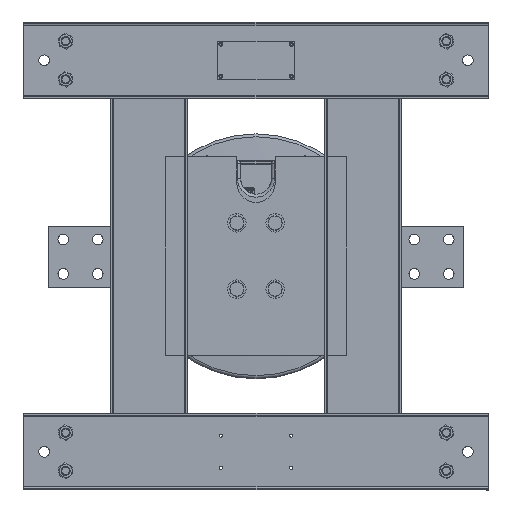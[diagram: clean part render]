
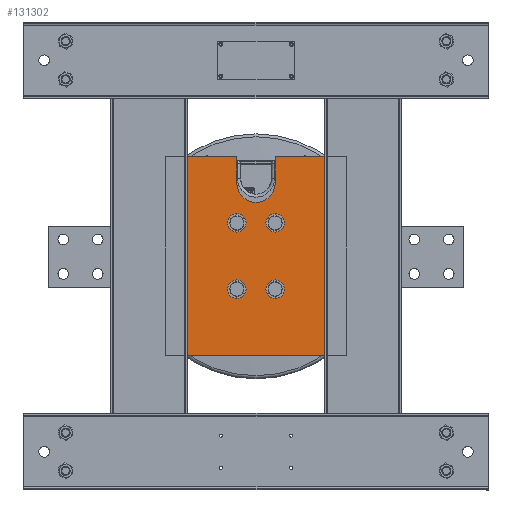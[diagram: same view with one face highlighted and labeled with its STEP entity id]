
A CAD part, top view. The second image highlights one B-rep face of the part: STEP entity #131302.
In plain terms, the highlighted planar face has unit normal (0, 0, 1).
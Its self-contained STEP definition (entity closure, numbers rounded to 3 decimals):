
#20876 = CARTESIAN_POINT ( 'NONE',  ( 32.5, -43.301, 10. ) ) ;
#20877 = CARTESIAN_POINT ( 'NONE',  ( 25., 130., 10. ) ) ;
#20907 = CARTESIAN_POINT ( 'NONE',  ( 17.5, -43.301, 10. ) ) ;
#20912 = CARTESIAN_POINT ( 'NONE',  ( -25., 95., 10. ) ) ;
#20917 = CARTESIAN_POINT ( 'NONE',  ( -25., 130., 10. ) ) ;
#20920 = CARTESIAN_POINT ( 'NONE',  ( 119., 130., 10. ) ) ;
#20921 = CARTESIAN_POINT ( 'NONE',  ( 32.5, 43.301, 10. ) ) ;
#20932 = CARTESIAN_POINT ( 'NONE',  ( -17.5, 43.301, 10. ) ) ;
#20937 = CARTESIAN_POINT ( 'NONE',  ( 25., 95., 10. ) ) ;
#20938 = CARTESIAN_POINT ( 'NONE',  ( 17.5, 43.301, 10. ) ) ;
#20942 = CARTESIAN_POINT ( 'NONE',  ( -17.5, -43.301, 10. ) ) ;
#20949 = CARTESIAN_POINT ( 'NONE',  ( -119., 130., 10. ) ) ;
#20951 = CARTESIAN_POINT ( 'NONE',  ( 119., -130., 10. ) ) ;
#20952 = CARTESIAN_POINT ( 'NONE',  ( -119., -130., 10. ) ) ;
#20953 = CARTESIAN_POINT ( 'NONE',  ( -32.5, -43.301, 10. ) ) ;
#20955 = CARTESIAN_POINT ( 'NONE',  ( -32.5, 43.301, 10. ) ) ;
#23821 = CARTESIAN_POINT ( 'NONE',  ( 0., 95., 10. ) ) ;
#23855 = DIRECTION ( 'NONE',  ( 0., 0., 1. ) ) ;
#23866 = PLANE ( 'NONE',  #75206 ) ;
#23867 = DIRECTION ( 'NONE',  ( -1., 0., 0. ) ) ;
#36284 = EDGE_CURVE ( 'NONE', #104121, #103990, #132337, .T. ) ;
#36333 = EDGE_CURVE ( 'NONE', #104105, #104066, #132352, .T. ) ;
#36356 = EDGE_CURVE ( 'NONE', #104098, #104119, #132452, .T. ) ;
#36358 = EDGE_CURVE ( 'NONE', #104005, #104036, #132400, .T. ) ;
#36382 = EDGE_CURVE ( 'NONE', #104107, #104045, #132515, .T. ) ;
#36402 = EDGE_CURVE ( 'NONE', #104002, #104027, #132564, .T. ) ;
#36403 = EDGE_CURVE ( 'NONE', #104119, #104008, #132498, .T. ) ;
#36414 = EDGE_CURVE ( 'NONE', #104071, #104005, #132673, .T. ) ;
#36425 = EDGE_CURVE ( 'NONE', #104116, #104098, #73067, .T. ) ;
#36429 = EDGE_CURVE ( 'NONE', #104045, #104107, #73062, .T. ) ;
#36428 = FACE_OUTER_BOUND ( 'NONE', #81370, .T. ) ;
#36431 = FACE_BOUND ( 'NONE', #81307, .T. ) ;
#36433 = FACE_BOUND ( 'NONE', #81406, .T. ) ;
#36441 = EDGE_CURVE ( 'NONE', #104027, #104002, #73053, .T. ) ;
#36445 = FACE_BOUND ( 'NONE', #81375, .T. ) ;
#36450 = EDGE_CURVE ( 'NONE', #104008, #104039, #73068, .T. ) ;
#36461 = EDGE_CURVE ( 'NONE', #104066, #104105, #73052, .T. ) ;
#36463 = FACE_BOUND ( 'NONE', #81306, .T. ) ;
#36478 = EDGE_CURVE ( 'NONE', #103990, #104121, #73180, .T. ) ;
#36482 = EDGE_CURVE ( 'NONE', #104039, #104071, #73158, .T. ) ;
#36503 = EDGE_CURVE ( 'NONE', #104036, #104116, #73113, .T. ) ;
#73052 = CIRCLE ( 'NONE', #77943, 7.5 ) ;
#73053 = CIRCLE ( 'NONE', #77913, 7.5 ) ;
#73062 = CIRCLE ( 'NONE', #77922, 7.5 ) ;
#73064 = VECTOR ( 'NONE', #102530, 1000. ) ;
#73067 = LINE ( 'NONE', #102623, #73064 ) ;
#73068 = LINE ( 'NONE', #102677, #73086 ) ;
#73086 = VECTOR ( 'NONE', #102656, 1000. ) ;
#73113 = LINE ( 'NONE', #102969, #73121 ) ;
#73121 = VECTOR ( 'NONE', #103006, 1000. ) ;
#73158 = CIRCLE ( 'NONE', #77924, 25. ) ;
#73180 = CIRCLE ( 'NONE', #77931, 7.5 ) ;
#75206 = AXIS2_PLACEMENT_3D ( 'NONE', #23821, #23855, #23867 ) ;
#77834 = AXIS2_PLACEMENT_3D ( 'NONE', #100641, #100693, #100734 ) ;
#77908 = AXIS2_PLACEMENT_3D ( 'NONE', #102420, #102480, #102492 ) ;
#77913 = AXIS2_PLACEMENT_3D ( 'NONE', #102728, #102667, #102680 ) ;
#77922 = AXIS2_PLACEMENT_3D ( 'NONE', #102510, #102576, #102515 ) ;
#77924 = AXIS2_PLACEMENT_3D ( 'NONE', #102806, #102820, #102779 ) ;
#77931 = AXIS2_PLACEMENT_3D ( 'NONE', #102792, #102873, #102753 ) ;
#77935 = AXIS2_PLACEMENT_3D ( 'NONE', #102016, #102082, #101967 ) ;
#77943 = AXIS2_PLACEMENT_3D ( 'NONE', #102684, #102695, #102691 ) ;
#77945 = AXIS2_PLACEMENT_3D ( 'NONE', #102270, #102354, #102367 ) ;
#81306 = EDGE_LOOP ( 'NONE', ( #91559, #91616 ) ) ;
#81307 = EDGE_LOOP ( 'NONE', ( #91497, #91541 ) ) ;
#81370 = EDGE_LOOP ( 'NONE', ( #91553, #91516, #91533, #91538, #91625, #91546, #91550, #91558 ) ) ;
#81375 = EDGE_LOOP ( 'NONE', ( #91604, #91608 ) ) ;
#81406 = EDGE_LOOP ( 'NONE', ( #91592, #91584 ) ) ;
#91497 = ORIENTED_EDGE ( 'NONE', *, *, #36441, .T. ) ;
#91516 = ORIENTED_EDGE ( 'NONE', *, *, #36425, .F. ) ;
#91533 = ORIENTED_EDGE ( 'NONE', *, *, #36503, .F. ) ;
#91538 = ORIENTED_EDGE ( 'NONE', *, *, #36358, .F. ) ;
#91541 = ORIENTED_EDGE ( 'NONE', *, *, #36402, .T. ) ;
#91546 = ORIENTED_EDGE ( 'NONE', *, *, #36482, .F. ) ;
#91550 = ORIENTED_EDGE ( 'NONE', *, *, #36450, .F. ) ;
#91553 = ORIENTED_EDGE ( 'NONE', *, *, #36356, .F. ) ;
#91558 = ORIENTED_EDGE ( 'NONE', *, *, #36403, .F. ) ;
#91559 = ORIENTED_EDGE ( 'NONE', *, *, #36333, .T. ) ;
#91584 = ORIENTED_EDGE ( 'NONE', *, *, #36478, .T. ) ;
#91592 = ORIENTED_EDGE ( 'NONE', *, *, #36284, .T. ) ;
#91604 = ORIENTED_EDGE ( 'NONE', *, *, #36382, .T. ) ;
#91608 = ORIENTED_EDGE ( 'NONE', *, *, #36429, .T. ) ;
#91616 = ORIENTED_EDGE ( 'NONE', *, *, #36461, .T. ) ;
#91625 = ORIENTED_EDGE ( 'NONE', *, *, #36414, .F. ) ;
#100641 = CARTESIAN_POINT ( 'NONE',  ( -25., 43.301, 10. ) ) ;
#100693 = DIRECTION ( 'NONE',  ( 0., 0., -1. ) ) ;
#100734 = DIRECTION ( 'NONE',  ( 1., 0., 0. ) ) ;
#101967 = DIRECTION ( 'NONE',  ( 1., 0., 0. ) ) ;
#102016 = CARTESIAN_POINT ( 'NONE',  ( -25., -43.301, 10. ) ) ;
#102082 = DIRECTION ( 'NONE',  ( 0., 0., -1. ) ) ;
#102121 = DIRECTION ( 'NONE',  ( 0., 1., 0. ) ) ;
#102165 = CARTESIAN_POINT ( 'NONE',  ( -119., 130., 10. ) ) ;
#102171 = CARTESIAN_POINT ( 'NONE',  ( 25., 130., 10. ) ) ;
#102229 = DIRECTION ( 'NONE',  ( 1., 0., 0. ) ) ;
#102270 = CARTESIAN_POINT ( 'NONE',  ( 25., 43.301, 10. ) ) ;
#102354 = DIRECTION ( 'NONE',  ( 0., 0., -1. ) ) ;
#102367 = DIRECTION ( 'NONE',  ( 1., 0., 0. ) ) ;
#102400 = CARTESIAN_POINT ( 'NONE',  ( -119., 130., 10. ) ) ;
#102420 = CARTESIAN_POINT ( 'NONE',  ( 25., -43.301, 10. ) ) ;
#102423 = DIRECTION ( 'NONE',  ( 1., 0., 0. ) ) ;
#102480 = DIRECTION ( 'NONE',  ( 0., 0., -1. ) ) ;
#102492 = DIRECTION ( 'NONE',  ( 1., 0., 0. ) ) ;
#102508 = DIRECTION ( 'NONE',  ( 0., 1., 0. ) ) ;
#102510 = CARTESIAN_POINT ( 'NONE',  ( 25., 43.301, 10. ) ) ;
#102515 = DIRECTION ( 'NONE',  ( 1., 0., 0. ) ) ;
#102530 = DIRECTION ( 'NONE',  ( -1., 0., 0. ) ) ;
#102576 = DIRECTION ( 'NONE',  ( 0., 0., -1. ) ) ;
#102622 = CARTESIAN_POINT ( 'NONE',  ( 25., 95., 10. ) ) ;
#102623 = CARTESIAN_POINT ( 'NONE',  ( -119., -130., 10. ) ) ;
#102656 = DIRECTION ( 'NONE',  ( 0., -1., 0. ) ) ;
#102667 = DIRECTION ( 'NONE',  ( 0., 0., -1. ) ) ;
#102677 = CARTESIAN_POINT ( 'NONE',  ( -25., 130., 10. ) ) ;
#102680 = DIRECTION ( 'NONE',  ( 1., 0., 0. ) ) ;
#102684 = CARTESIAN_POINT ( 'NONE',  ( -25., -43.301, 10. ) ) ;
#102691 = DIRECTION ( 'NONE',  ( 1., 0., 0. ) ) ;
#102695 = DIRECTION ( 'NONE',  ( 0., 0., -1. ) ) ;
#102728 = CARTESIAN_POINT ( 'NONE',  ( 25., -43.301, 10. ) ) ;
#102753 = DIRECTION ( 'NONE',  ( 1., 0., 0. ) ) ;
#102779 = DIRECTION ( 'NONE',  ( -1., 0., 0. ) ) ;
#102792 = CARTESIAN_POINT ( 'NONE',  ( -25., 43.301, 10. ) ) ;
#102806 = CARTESIAN_POINT ( 'NONE',  ( 0., 95., 10. ) ) ;
#102820 = DIRECTION ( 'NONE',  ( 0., 0., 1. ) ) ;
#102873 = DIRECTION ( 'NONE',  ( 0., 0., -1. ) ) ;
#102969 = CARTESIAN_POINT ( 'NONE',  ( 119., 130., 10. ) ) ;
#103006 = DIRECTION ( 'NONE',  ( 0., -1., 0. ) ) ;
#103990 = VERTEX_POINT ( 'NONE', #20932 ) ;
#104002 = VERTEX_POINT ( 'NONE', #20876 ) ;
#104005 = VERTEX_POINT ( 'NONE', #20877 ) ;
#104008 = VERTEX_POINT ( 'NONE', #20917 ) ;
#104027 = VERTEX_POINT ( 'NONE', #20907 ) ;
#104036 = VERTEX_POINT ( 'NONE', #20920 ) ;
#104039 = VERTEX_POINT ( 'NONE', #20912 ) ;
#104045 = VERTEX_POINT ( 'NONE', #20921 ) ;
#104066 = VERTEX_POINT ( 'NONE', #20942 ) ;
#104071 = VERTEX_POINT ( 'NONE', #20937 ) ;
#104098 = VERTEX_POINT ( 'NONE', #20952 ) ;
#104105 = VERTEX_POINT ( 'NONE', #20953 ) ;
#104107 = VERTEX_POINT ( 'NONE', #20938 ) ;
#104116 = VERTEX_POINT ( 'NONE', #20951 ) ;
#104119 = VERTEX_POINT ( 'NONE', #20949 ) ;
#104121 = VERTEX_POINT ( 'NONE', #20955 ) ;
#131302 = ADVANCED_FACE ( 'NONE', ( #36445, #36431, #36428, #36463, #36433 ), #23866, .T. ) ;
#132337 = CIRCLE ( 'NONE', #77834, 7.5 ) ;
#132352 = CIRCLE ( 'NONE', #77935, 7.5 ) ;
#132400 = LINE ( 'NONE', #102171, #132454 ) ;
#132450 = VECTOR ( 'NONE', #102121, 1000. ) ;
#132452 = LINE ( 'NONE', #102165, #132450 ) ;
#132454 = VECTOR ( 'NONE', #102229, 1000. ) ;
#132498 = LINE ( 'NONE', #102400, #132570 ) ;
#132515 = CIRCLE ( 'NONE', #77945, 7.5 ) ;
#132564 = CIRCLE ( 'NONE', #77908, 7.5 ) ;
#132570 = VECTOR ( 'NONE', #102423, 1000. ) ;
#132673 = LINE ( 'NONE', #102622, #132767 ) ;
#132767 = VECTOR ( 'NONE', #102508, 1000. ) ;
